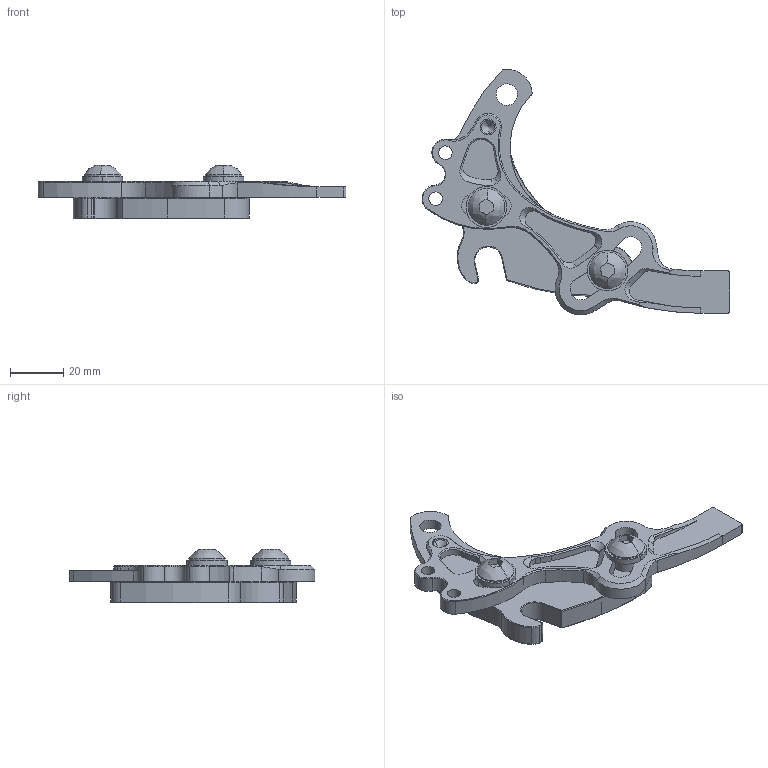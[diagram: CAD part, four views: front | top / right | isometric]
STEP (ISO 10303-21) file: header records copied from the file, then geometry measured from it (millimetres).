
FILE_DESCRIPTION (( 'STEP AP214' ), '1' );
FILE_NAME ('DR4014.STEP', '2018-11-19T18:03:41', ( 'JeffCAD' ), ( 'Microsoft' ), 'SwSTEP 2.0', 'SolidWorks 2018', '' );
FILE_SCHEMA (( 'AUTOMOTIVE_DESIGN' ));
Length unit declared in the file: inch
Products named in the file (6): MS2015; ROCKER_PIN; DR4014R; MS1014; DS1035R; DR4014
Assembly tree (7 placements, depth 2):
  DR4014
    DS1035R
    MS1014  x2
    DR4014R
    ROCKER_PIN
    MS2015  x2
Bounding box: 115.34 x 92.04 x 20.11 mm (x, y, z)
Volume: 29051.2 mm3; surface area: 18906.8 mm2
Topology: 7 solids, 7 shells, 291 faces, 733 edges, 458 vertices
Faces by surface type: cylinder 131, cone 62, plane 46, torus 44, bspline 8
Entity records: 9081 total; most frequent: CARTESIAN_POINT 1840, DIRECTION 1528, ORIENTED_EDGE 1366, EDGE_CURVE 683, AXIS2_PLACEMENT_3D 645, VERTEX_POINT 428, CIRCLE 371, EDGE_LOOP 295
